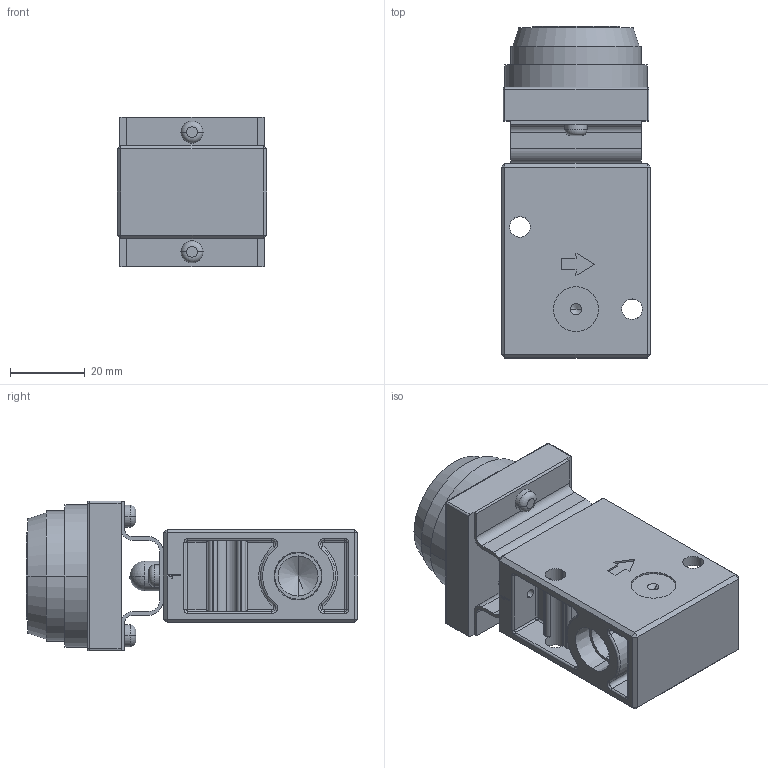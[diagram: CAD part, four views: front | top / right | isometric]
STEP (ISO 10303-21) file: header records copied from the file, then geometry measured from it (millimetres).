
FILE_DESCRIPTION (( 'STEP AP214' ), '1' );
FILE_NAME ('VM230-02-33A.step.step', '2018-07-12T16:10:25', ( '' ), ( '' ), 'SwSTEP 2.0', 'SolidWorks 2018', '' );
FILE_SCHEMA (( 'AUTOMOTIVE_DESIGN' ));
Length unit declared in the file: millimetre
Products named in the file (3): VM230-02-33A.step_VM2-33_BC; VM230-02-33A.step_VM200_Body_02; VM230-02-33A.step
Assembly tree (2 placements, depth 2):
  VM230-02-33A.step
    VM230-02-33A.step_VM200_Body_02
    VM230-02-33A.step_VM2-33_BC
Bounding box: 40 x 88.7 x 40 mm (x, y, z)
Volume: 72463.4 mm3; surface area: 21958.6 mm2
Topology: 2 solids, 2 shells, 315 faces, 746 edges, 438 vertices
Faces by surface type: cylinder 122, plane 109, torus 40, cone 20, sphere 14, bspline 10
Entity records: 10574 total; most frequent: CARTESIAN_POINT 2134, DIRECTION 1646, ORIENTED_EDGE 1452, EDGE_CURVE 726, AXIS2_PLACEMENT_3D 638, VERTEX_POINT 438, LINE 370, VECTOR 370
